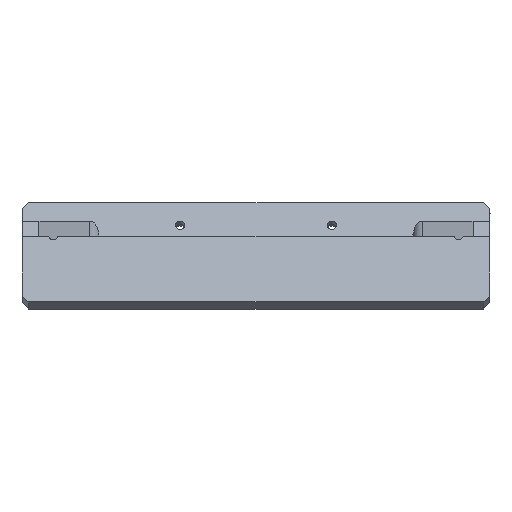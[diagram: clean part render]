
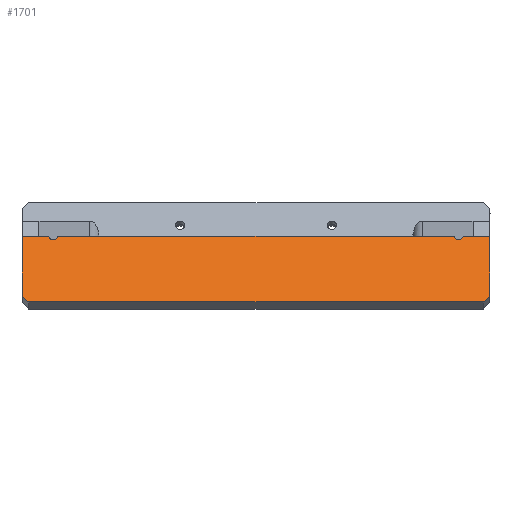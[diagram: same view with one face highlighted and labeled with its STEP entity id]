
A CAD part, front view. The second image highlights one B-rep face of the part: STEP entity #1701.
In plain terms, the highlighted planar face has unit normal (0, -0.857, 0.515).
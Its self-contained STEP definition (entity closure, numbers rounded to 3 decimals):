
#106=LINE('',#2491,#278);
#110=LINE('',#2498,#282);
#194=LINE('',#2725,#366);
#195=LINE('',#2727,#367);
#196=LINE('',#2729,#368);
#197=LINE('',#2731,#369);
#198=LINE('',#2733,#370);
#199=LINE('',#2734,#371);
#278=VECTOR('',#1977,10.);
#282=VECTOR('',#1983,10.);
#366=VECTOR('',#2197,10.);
#367=VECTOR('',#2198,10.);
#368=VECTOR('',#2199,10.);
#369=VECTOR('',#2200,10.);
#370=VECTOR('',#2201,10.);
#371=VECTOR('',#2202,10.);
#469=PLANE('',#1851);
#541=FACE_OUTER_BOUND('',#654,.T.);
#654=EDGE_LOOP('',(#1366,#1367,#1368,#1369,#1370,#1371,#1372,#1373,#1374,
#1375));
#720=ELLIPSE('',#1775,4.369,2.25);
#724=ELLIPSE('',#1780,4.369,2.25);
#740=VERTEX_POINT('',#2457);
#741=VERTEX_POINT('',#2458);
#744=VERTEX_POINT('',#2466);
#745=VERTEX_POINT('',#2467);
#754=VERTEX_POINT('',#2490);
#834=VERTEX_POINT('',#2724);
#835=VERTEX_POINT('',#2726);
#836=VERTEX_POINT('',#2728);
#837=VERTEX_POINT('',#2730);
#838=VERTEX_POINT('',#2732);
#893=EDGE_CURVE('',#740,#741,#720,.T.);
#897=EDGE_CURVE('',#744,#745,#724,.T.);
#909=EDGE_CURVE('',#754,#744,#106,.T.);
#913=EDGE_CURVE('',#745,#740,#110,.T.);
#1025=EDGE_CURVE('',#741,#834,#194,.T.);
#1026=EDGE_CURVE('',#835,#834,#195,.T.);
#1027=EDGE_CURVE('',#836,#835,#196,.T.);
#1028=EDGE_CURVE('',#837,#836,#197,.T.);
#1029=EDGE_CURVE('',#838,#837,#198,.T.);
#1030=EDGE_CURVE('',#754,#838,#199,.T.);
#1366=ORIENTED_EDGE('',*,*,#893,.T.);
#1367=ORIENTED_EDGE('',*,*,#1025,.T.);
#1368=ORIENTED_EDGE('',*,*,#1026,.F.);
#1369=ORIENTED_EDGE('',*,*,#1027,.F.);
#1370=ORIENTED_EDGE('',*,*,#1028,.F.);
#1371=ORIENTED_EDGE('',*,*,#1029,.F.);
#1372=ORIENTED_EDGE('',*,*,#1030,.F.);
#1373=ORIENTED_EDGE('',*,*,#909,.T.);
#1374=ORIENTED_EDGE('',*,*,#897,.T.);
#1375=ORIENTED_EDGE('',*,*,#913,.T.);
#1701=ADVANCED_FACE('',(#541),#469,.F.);
#1775=AXIS2_PLACEMENT_3D('',#2459,#1947,#1948);
#1780=AXIS2_PLACEMENT_3D('',#2468,#1957,#1958);
#1851=AXIS2_PLACEMENT_3D('',#2723,#2195,#2196);
#1947=DIRECTION('center_axis',(0.,0.857,-0.515));
#1948=DIRECTION('ref_axis',(0.,-0.515,-0.857));
#1957=DIRECTION('center_axis',(0.,0.857,-0.515));
#1958=DIRECTION('ref_axis',(0.,-0.515,-0.857));
#1977=DIRECTION('',(-1.,0.,0.));
#1983=DIRECTION('',(-1.,0.,0.));
#2195=DIRECTION('center_axis',(0.,0.857,-0.515));
#2196=DIRECTION('ref_axis',(0.,-0.515,-0.857));
#2197=DIRECTION('',(-1.,0.,0.));
#2198=DIRECTION('',(0.,0.515,0.857));
#2199=DIRECTION('',(-0.707,0.364,0.606));
#2200=DIRECTION('',(-1.,0.,0.));
#2201=DIRECTION('',(-0.707,-0.364,-0.606));
#2202=DIRECTION('',(0.,-0.515,-0.857));
#2457=CARTESIAN_POINT('',(13.735,15.075,27.797));
#2458=CARTESIAN_POINT('',(10.265,15.075,27.797));
#2459=CARTESIAN_POINT('Origin',(12.,16.508,30.182));
#2466=CARTESIAN_POINT('',(168.735,15.075,27.797));
#2467=CARTESIAN_POINT('',(165.265,15.075,27.797));
#2468=CARTESIAN_POINT('Origin',(167.,16.508,30.182));
#2490=CARTESIAN_POINT('',(179.,15.075,27.797));
#2491=CARTESIAN_POINT('',(89.5,15.075,27.797));
#2498=CARTESIAN_POINT('',(89.5,15.075,27.797));
#2723=CARTESIAN_POINT('Origin',(179.,14.56,26.94));
#2724=CARTESIAN_POINT('',(0.,15.075,27.797));
#2725=CARTESIAN_POINT('',(89.5,15.075,27.797));
#2726=CARTESIAN_POINT('',(0.,1.288,4.851));
#2727=CARTESIAN_POINT('',(0.,22.31,39.839));
#2728=CARTESIAN_POINT('',(2.5,0.,2.708));
#2729=CARTESIAN_POINT('',(38.933,-18.764,-28.52));
#2730=CARTESIAN_POINT('',(176.5,0.,2.708));
#2731=CARTESIAN_POINT('',(89.5,0.,2.708));
#2732=CARTESIAN_POINT('',(179.,1.288,4.851));
#2733=CARTESIAN_POINT('',(184.817,4.284,9.838));
#2734=CARTESIAN_POINT('',(179.,9.578,18.648));
